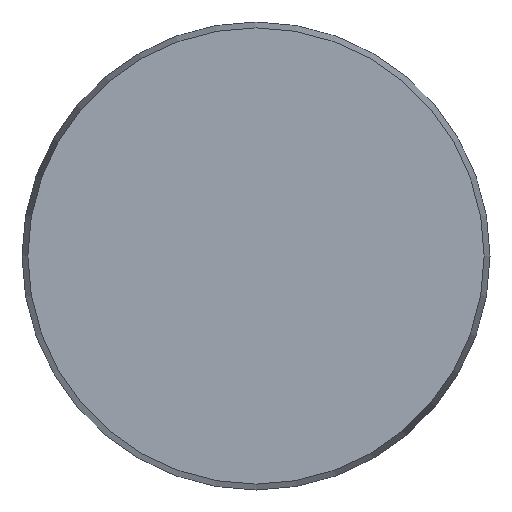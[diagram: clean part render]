
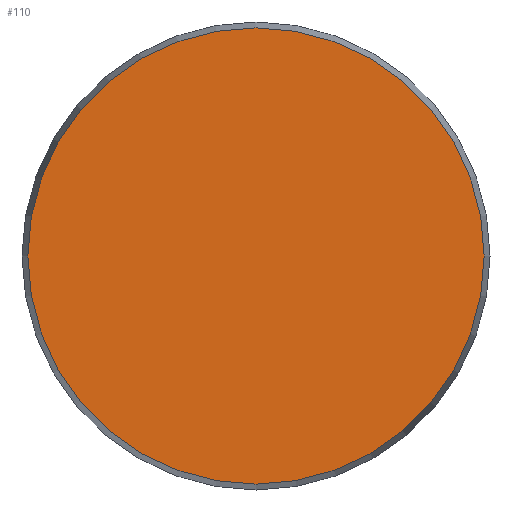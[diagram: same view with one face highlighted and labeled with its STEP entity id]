
A CAD part, front view. The second image highlights one B-rep face of the part: STEP entity #110.
In plain terms, the highlighted planar face has unit normal (0, -1, 0).
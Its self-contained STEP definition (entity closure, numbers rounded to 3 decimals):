
#110 = ADVANCED_FACE( '', ( #243 ), #244, .F. );
#243 = FACE_OUTER_BOUND( '', #430, .T. );
#244 = PLANE( '', #431 );
#430 = EDGE_LOOP( '', ( #698 ) );
#431 = AXIS2_PLACEMENT_3D( '', #699, #700, #701 );
#698 = ORIENTED_EDGE( '', *, *, #958, .T. );
#699 = CARTESIAN_POINT( '', ( 58.5, 0., 0. ) );
#700 = DIRECTION( '', ( 0., 1., 0. ) );
#701 = DIRECTION( '', ( 0., 0., 1. ) );
#958 = EDGE_CURVE( '', #1131, #1131, #1132, .T. );
#1131 = VERTEX_POINT( '', #1470 );
#1132 = CIRCLE( '', #1471, 58.5 );
#1470 = CARTESIAN_POINT( '', ( 0., 0., -58.5 ) );
#1471 = AXIS2_PLACEMENT_3D( '', #1651, #1652, #1653 );
#1651 = CARTESIAN_POINT( '', ( 0., 0., 0. ) );
#1652 = DIRECTION( '', ( 0., -1., 0. ) );
#1653 = DIRECTION( '', ( 0., 0., -1. ) );
